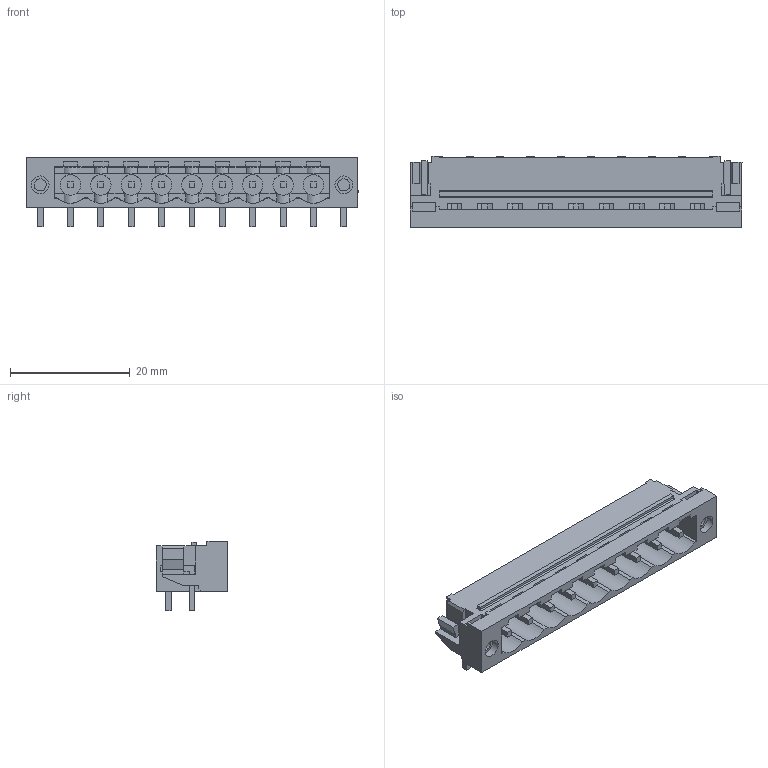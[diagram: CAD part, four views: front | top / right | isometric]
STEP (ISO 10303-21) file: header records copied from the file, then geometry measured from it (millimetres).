
FILE_DESCRIPTION(('CATIA V5R22 STEP214','CAx-IF Rec.Pracs.--- Model Styling and Organization---1.4--- 2014-01-23'),'2;1');
FILE_NAME ('D1456966_1_1837700000_1837700000.stp','2023-05-11T06:54:54+00:00',('none'),('Weidmueller'),'CATIA Version 5-6 Release 2016 SP3 HF44','CATIA V5 STEP AP214','none');
FILE_SCHEMA(('AUTOMOTIVE_DESIGN { 1 0 10303 214 1 1 1 1 }'));
Length unit declared in the file: millimetre
Products named in the file (1): 1837700000
Bounding box: 55.52 x 12 x 11.63 mm (x, y, z)
Volume: 2231.4 mm3; surface area: 4931.1 mm2
Topology: 12 solids, 12 shells, 625 faces, 1888 edges, 1246 vertices
Faces by surface type: plane 509, cylinder 96, extrusion 20
Entity records: 20152 total; most frequent: CARTESIAN_POINT 4632, ORIENTED_EDGE 3776, DIRECTION 2335, EDGE_CURVE 1888, VECTOR 1457, LINE 1437, VERTEX_POINT 1246, EDGE_LOOP 664
